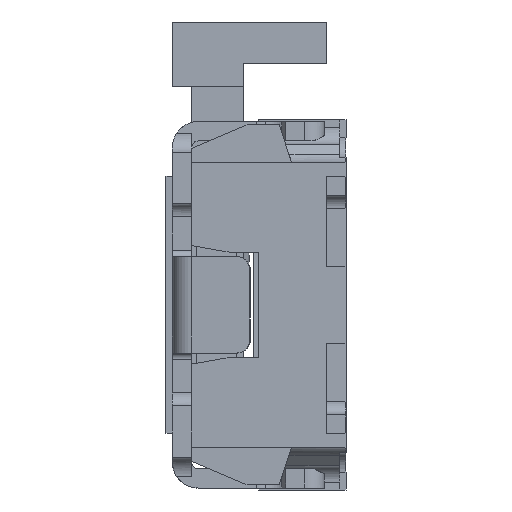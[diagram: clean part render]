
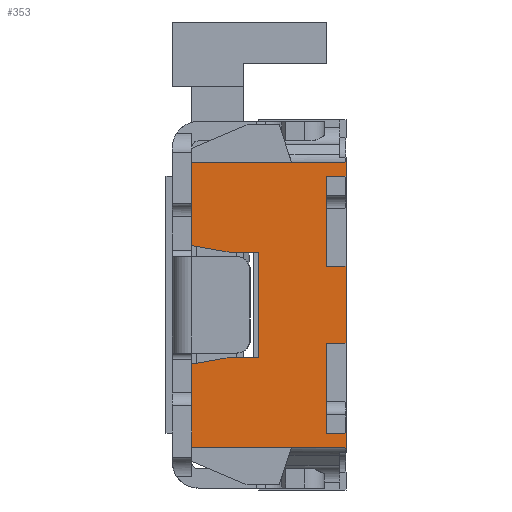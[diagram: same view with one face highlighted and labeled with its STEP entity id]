
A CAD part, left-side view. The second image highlights one B-rep face of the part: STEP entity #353.
In plain terms, the highlighted planar face has unit normal (-1, 0, 0).
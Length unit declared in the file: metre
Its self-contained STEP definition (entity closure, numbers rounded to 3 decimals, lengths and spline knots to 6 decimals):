
#353 = ADVANCED_FACE( '', ( #1125 ), #1126, .F. );
#1125 = FACE_OUTER_BOUND( '', #2051, .T. );
#1126 = PLANE( '', #2052 );
#2051 = EDGE_LOOP( '', ( #5039, #5040, #5041, #5042, #5043, #5044, #5045, #5046, #5047, #5048, #5049, #5050, #5051, #5052, #5053, #5054, #5055, #5056, #5057, #5058 ) );
#2052 = AXIS2_PLACEMENT_3D( '', #5059, #5060, #5061 );
#5039 = ORIENTED_EDGE( '', *, *, #6532, .T. );
#5040 = ORIENTED_EDGE( '', *, *, #6750, .F. );
#5041 = ORIENTED_EDGE( '', *, *, #7542, .T. );
#5042 = ORIENTED_EDGE( '', *, *, #7661, .F. );
#5043 = ORIENTED_EDGE( '', *, *, #7662, .F. );
#5044 = ORIENTED_EDGE( '', *, *, #7663, .T. );
#5045 = ORIENTED_EDGE( '', *, *, #7664, .T. );
#5046 = ORIENTED_EDGE( '', *, *, #7665, .T. );
#5047 = ORIENTED_EDGE( '', *, *, #7666, .F. );
#5048 = ORIENTED_EDGE( '', *, *, #7575, .F. );
#5049 = ORIENTED_EDGE( '', *, *, #7536, .T. );
#5050 = ORIENTED_EDGE( '', *, *, #7667, .F. );
#5051 = ORIENTED_EDGE( '', *, *, #6497, .T. );
#5052 = ORIENTED_EDGE( '', *, *, #7245, .T. );
#5053 = ORIENTED_EDGE( '', *, *, #7250, .F. );
#5054 = ORIENTED_EDGE( '', *, *, #7668, .F. );
#5055 = ORIENTED_EDGE( '', *, *, #6538, .T. );
#5056 = ORIENTED_EDGE( '', *, *, #7638, .T. );
#5057 = ORIENTED_EDGE( '', *, *, #7669, .F. );
#5058 = ORIENTED_EDGE( '', *, *, #7670, .F. );
#5059 = CARTESIAN_POINT( '', ( 0.418787, 0.057866, 0.044595 ) );
#5060 = DIRECTION( '', ( 1., 0., 0. ) );
#5061 = DIRECTION( '', ( 0., 1., 0. ) );
#6497 = EDGE_CURVE( '', #7906, #7904, #7907, .T. );
#6532 = EDGE_CURVE( '', #7975, #7973, #7976, .T. );
#6538 = EDGE_CURVE( '', #7895, #7985, #7987, .T. );
#6750 = EDGE_CURVE( '', #8395, #7973, #8396, .T. );
#7245 = EDGE_CURVE( '', #7904, #9283, #9285, .T. );
#7250 = EDGE_CURVE( '', #9292, #9283, #9294, .T. );
#7536 = EDGE_CURVE( '', #9228, #9727, #9729, .T. );
#7542 = EDGE_CURVE( '', #8395, #9735, #9737, .T. );
#7575 = EDGE_CURVE( '', #9228, #9781, #9782, .T. );
#7638 = EDGE_CURVE( '', #7985, #9865, #9867, .T. );
#7661 = EDGE_CURVE( '', #9896, #9735, #9897, .T. );
#7662 = EDGE_CURVE( '', #9898, #9896, #9899, .T. );
#7663 = EDGE_CURVE( '', #9898, #9900, #9901, .T. );
#7664 = EDGE_CURVE( '', #9900, #9902, #9903, .T. );
#7665 = EDGE_CURVE( '', #9902, #9904, #9905, .T. );
#7666 = EDGE_CURVE( '', #9781, #9904, #9906, .T. );
#7667 = EDGE_CURVE( '', #7906, #9727, #9907, .T. );
#7668 = EDGE_CURVE( '', #7895, #9292, #9908, .T. );
#7669 = EDGE_CURVE( '', #9909, #9865, #9910, .T. );
#7670 = EDGE_CURVE( '', #7975, #9909, #9911, .T. );
#7895 = VERTEX_POINT( '', #10201 );
#7904 = VERTEX_POINT( '', #10213 );
#7906 = VERTEX_POINT( '', #10216 );
#7907 = LINE( '', #10217, #10218 );
#7973 = VERTEX_POINT( '', #10307 );
#7975 = VERTEX_POINT( '', #10310 );
#7976 = LINE( '', #10311, #10312 );
#7985 = VERTEX_POINT( '', #10324 );
#7987 = LINE( '', #10327, #10328 );
#8395 = VERTEX_POINT( '', #10997 );
#8396 = LINE( '', #10998, #10999 );
#9228 = VERTEX_POINT( '', #12265 );
#9283 = VERTEX_POINT( '', #12348 );
#9285 = LINE( '', #12351, #12352 );
#9292 = VERTEX_POINT( '', #12361 );
#9294 = LINE( '', #12364, #12365 );
#9727 = VERTEX_POINT( '', #13060 );
#9729 = LINE( '', #13063, #13064 );
#9735 = VERTEX_POINT( '', #13074 );
#9737 = LINE( '', #13077, #13078 );
#9781 = VERTEX_POINT( '', #13150 );
#9782 = LINE( '', #13151, #13152 );
#9865 = VERTEX_POINT( '', #13287 );
#9867 = LINE( '', #13290, #13291 );
#9896 = VERTEX_POINT( '', #13338 );
#9897 = LINE( '', #13339, #13340 );
#9898 = VERTEX_POINT( '', #13341 );
#9899 = LINE( '', #13342, #13343 );
#9900 = VERTEX_POINT( '', #13344 );
#9901 = LINE( '', #13345, #13346 );
#9902 = VERTEX_POINT( '', #13347 );
#9903 = LINE( '', #13348, #13349 );
#9904 = VERTEX_POINT( '', #13350 );
#9905 = LINE( '', #13351, #13352 );
#9906 = LINE( '', #13353, #13354 );
#9907 = LINE( '', #13355, #13356 );
#9908 = LINE( '', #13357, #13358 );
#9909 = VERTEX_POINT( '', #13359 );
#9910 = LINE( '', #13360, #13361 );
#9911 = LINE( '', #13362, #13363 );
#10201 = CARTESIAN_POINT( '', ( 0.418787, 0.053266, 0.04577 ) );
#10213 = CARTESIAN_POINT( '', ( 0.418787, 0.053266, 0.04507 ) );
#10216 = CARTESIAN_POINT( '', ( 0.418787, 0.053266, 0.04496 ) );
#10217 = CARTESIAN_POINT( '', ( 0.418787, 0.053266, 0.04496 ) );
#10218 = VECTOR( '', #13777, 1. );
#10307 = CARTESIAN_POINT( '', ( 0.418787, 0.053266, 0.04718 ) );
#10310 = CARTESIAN_POINT( '', ( 0.418787, 0.053266, 0.04707 ) );
#10311 = CARTESIAN_POINT( '', ( 0.418787, 0.053266, 0.04707 ) );
#10312 = VECTOR( '', #13832, 1. );
#10324 = CARTESIAN_POINT( '', ( 0.418787, 0.053266, 0.04637 ) );
#10327 = CARTESIAN_POINT( '', ( 0.418787, 0.053266, 0.04577 ) );
#10328 = VECTOR( '', #13840, 1. );
#10997 = CARTESIAN_POINT( '', ( 0.418787, 0.054466, 0.04718 ) );
#10998 = CARTESIAN_POINT( '', ( 0.418787, 0.054466, 0.04718 ) );
#10999 = VECTOR( '', #14095, 1. );
#12265 = CARTESIAN_POINT( '', ( 0.418787, 0.054466, 0.045285 ) );
#12348 = CARTESIAN_POINT( '', ( 0.418787, 0.053416, 0.04507 ) );
#12351 = CARTESIAN_POINT( '', ( 0.418787, 0.053266, 0.04507 ) );
#12352 = VECTOR( '', #14761, 1. );
#12361 = CARTESIAN_POINT( '', ( 0.418787, 0.053416, 0.04577 ) );
#12364 = CARTESIAN_POINT( '', ( 0.418787, 0.053416, 0.04577 ) );
#12365 = VECTOR( '', #14768, 1. );
#13060 = CARTESIAN_POINT( '', ( 0.418787, 0.054466, 0.04496 ) );
#13063 = CARTESIAN_POINT( '', ( 0.418787, 0.054466, 0.045285 ) );
#13064 = VECTOR( '', #15131, 1. );
#13074 = CARTESIAN_POINT( '', ( 0.418787, 0.054466, 0.046855 ) );
#13077 = CARTESIAN_POINT( '', ( 0.418787, 0.054466, 0.04718 ) );
#13078 = VECTOR( '', #15137, 1. );
#13150 = CARTESIAN_POINT( '', ( 0.418787, 0.054466, 0.045609 ) );
#13151 = CARTESIAN_POINT( '', ( 0.418787, 0.054466, 0.045285 ) );
#13152 = VECTOR( '', #15178, 1. );
#13287 = CARTESIAN_POINT( '', ( 0.418787, 0.053416, 0.04637 ) );
#13290 = CARTESIAN_POINT( '', ( 0.418787, 0.053266, 0.04637 ) );
#13291 = VECTOR( '', #15259, 1. );
#13338 = CARTESIAN_POINT( '', ( 0.418787, 0.054466, 0.046531 ) );
#13339 = CARTESIAN_POINT( '', ( 0.418787, 0.054466, 0.046531 ) );
#13340 = VECTOR( '', #15287, 1. );
#13341 = CARTESIAN_POINT( '', ( 0.418787, 0.054176, 0.04648 ) );
#13342 = CARTESIAN_POINT( '', ( 0.418787, 0.054176, 0.04648 ) );
#13343 = VECTOR( '', #15288, 1. );
#13344 = CARTESIAN_POINT( '', ( 0.418787, 0.053946, 0.04648 ) );
#13345 = CARTESIAN_POINT( '', ( 0.418787, 0.054176, 0.04648 ) );
#13346 = VECTOR( '', #15289, 1. );
#13347 = CARTESIAN_POINT( '', ( 0.418787, 0.053946, 0.04566 ) );
#13348 = CARTESIAN_POINT( '', ( 0.418787, 0.053946, 0.04648 ) );
#13349 = VECTOR( '', #15290, 1. );
#13350 = CARTESIAN_POINT( '', ( 0.418787, 0.054176, 0.04566 ) );
#13351 = CARTESIAN_POINT( '', ( 0.418787, 0.053946, 0.04566 ) );
#13352 = VECTOR( '', #15291, 1. );
#13353 = CARTESIAN_POINT( '', ( 0.418787, 0.054466, 0.045609 ) );
#13354 = VECTOR( '', #15292, 1. );
#13355 = CARTESIAN_POINT( '', ( 0.418787, 0.053266, 0.04496 ) );
#13356 = VECTOR( '', #15293, 1. );
#13357 = CARTESIAN_POINT( '', ( 0.418787, 0.053266, 0.04577 ) );
#13358 = VECTOR( '', #15294, 1. );
#13359 = CARTESIAN_POINT( '', ( 0.418787, 0.053416, 0.04707 ) );
#13360 = CARTESIAN_POINT( '', ( 0.418787, 0.053416, 0.04707 ) );
#13361 = VECTOR( '', #15295, 1. );
#13362 = CARTESIAN_POINT( '', ( 0.418787, 0.053266, 0.04707 ) );
#13363 = VECTOR( '', #15296, 1. );
#13777 = DIRECTION( '', ( 0., 0., 1. ) );
#13832 = DIRECTION( '', ( 0., 0., 1. ) );
#13840 = DIRECTION( '', ( 0., 0., 1. ) );
#14095 = DIRECTION( '', ( 0., -1., 0. ) );
#14761 = DIRECTION( '', ( 0., 1., 0. ) );
#14768 = DIRECTION( '', ( 0., 0., -1. ) );
#15131 = DIRECTION( '', ( 0., 0., -1. ) );
#15137 = DIRECTION( '', ( 0., 0., -1. ) );
#15178 = DIRECTION( '', ( 0., 0., 1. ) );
#15259 = DIRECTION( '', ( 0., 1., 0. ) );
#15287 = DIRECTION( '', ( 0., 0., 1. ) );
#15288 = DIRECTION( '', ( 0., 0.985, 0.174 ) );
#15289 = DIRECTION( '', ( 0., -1., 0. ) );
#15290 = DIRECTION( '', ( 0., 0., -1. ) );
#15291 = DIRECTION( '', ( 0., 1., 0. ) );
#15292 = DIRECTION( '', ( 0., -0.985, 0.174 ) );
#15293 = DIRECTION( '', ( 0., 1., 0. ) );
#15294 = DIRECTION( '', ( 0., 1., 0. ) );
#15295 = DIRECTION( '', ( 0., 0., -1. ) );
#15296 = DIRECTION( '', ( 0., 1., 0. ) );
